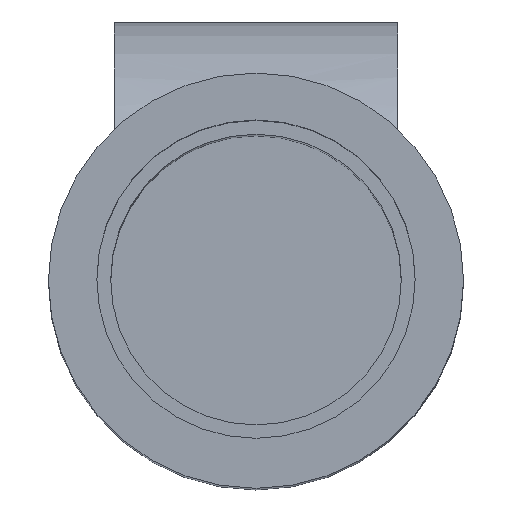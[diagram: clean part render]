
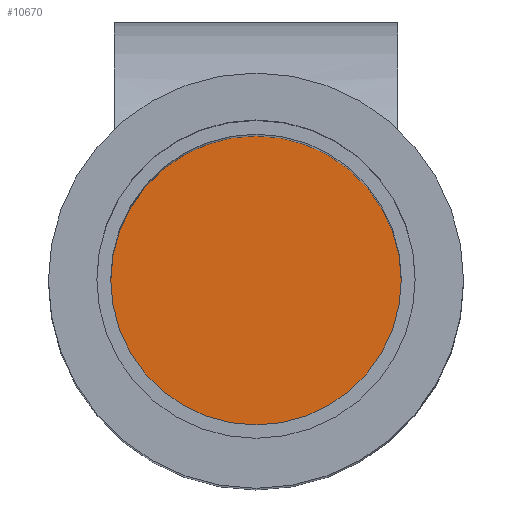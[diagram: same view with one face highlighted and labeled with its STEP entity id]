
A CAD part, top view. The second image highlights one B-rep face of the part: STEP entity #10670.
In plain terms, the highlighted face is planar.
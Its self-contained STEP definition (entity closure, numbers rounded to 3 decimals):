
#10470=CARTESIAN_POINT('',(-39.335,33.55,-3.23));
#10480=DIRECTION('',(0.,1.,-0.));
#10490=DIRECTION('',(-1.,0.,0.));
#10500=AXIS2_PLACEMENT_3D('',#10470,#10480,#10490);
#10510=PLANE('',#10500);
#10520=CARTESIAN_POINT('',(-40.273,33.55,-2.07));
#10530=DIRECTION('',(0.,1.,0.));
#10540=DIRECTION('',(-1.,0.,0.));
#10550=AXIS2_PLACEMENT_3D('',#10520,#10530,#10540);
#10560=CIRCLE('',#10550,2.1);
#10570=CARTESIAN_POINT('',(-42.373,33.55,-2.07));
#10580=VERTEX_POINT('',#10570);
#10590=CARTESIAN_POINT('',(-38.173,33.55,-2.07));
#10600=VERTEX_POINT('',#10590);
#10610=EDGE_CURVE('',#10580,#10600,#10560,.T.);
#10620=ORIENTED_EDGE('',*,*,#10610,.T.);
#10630=EDGE_CURVE('',#10600,#10580,#10560,.T.);
#10640=ORIENTED_EDGE('',*,*,#10630,.T.);
#10650=EDGE_LOOP('',(#10640,#10620));
#10660=FACE_OUTER_BOUND('',#10650,.T.);
#10670=ADVANCED_FACE('',(#10660),#10510,.T.);
